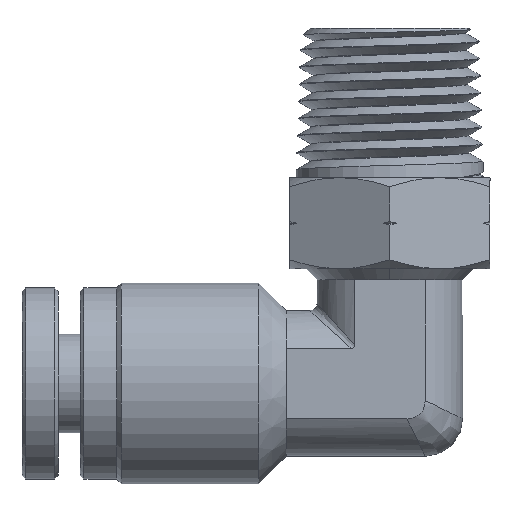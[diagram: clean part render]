
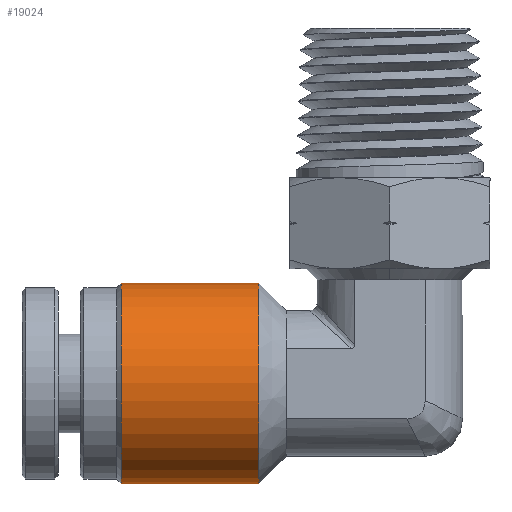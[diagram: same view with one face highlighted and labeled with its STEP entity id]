
A CAD part, left-side view. The second image highlights one B-rep face of the part: STEP entity #19024.
In plain terms, the highlighted cylindrical face has radius 5.5 mm (diameter 11 mm), a partial arc.
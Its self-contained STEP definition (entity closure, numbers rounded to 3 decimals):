
#1080 = CARTESIAN_POINT ( 'NONE',  ( 0., 9.78, -5.5 ) ) ;
#1350 = EDGE_LOOP ( 'NONE', ( #23973, #5347, #12179, #6946 ) ) ;
#2223 = CARTESIAN_POINT ( 'NONE',  ( 0., -0.02, -5.5 ) ) ;
#2430 = CIRCLE ( 'NONE', #23029, 5.5 ) ;
#4648 = CARTESIAN_POINT ( 'NONE',  ( 0., 7.53, -5.5 ) ) ;
#4999 = EDGE_CURVE ( 'NONE', #13079, #14686, #10434, .T. ) ;
#5101 = DIRECTION ( 'NONE',  ( 0., -1., 0. ) ) ;
#5215 = VECTOR ( 'NONE', #16669, 1000. ) ;
#5347 = ORIENTED_EDGE ( 'NONE', *, *, #14985, .T. ) ;
#5747 = FACE_OUTER_BOUND ( 'NONE', #1350, .T. ) ;
#5749 = CARTESIAN_POINT ( 'NONE',  ( 0., 7.53, 0. ) ) ;
#6202 = CARTESIAN_POINT ( 'NONE',  ( 0., -0.02, 5.5 ) ) ;
#6946 = ORIENTED_EDGE ( 'NONE', *, *, #20137, .T. ) ;
#7124 = VERTEX_POINT ( 'NONE', #6202 ) ;
#7746 = DIRECTION ( 'NONE',  ( 0., 0., 1. ) ) ;
#8349 = AXIS2_PLACEMENT_3D ( 'NONE', #25458, #11570, #11658 ) ;
#8515 = CYLINDRICAL_SURFACE ( 'NONE', #8349, 5.5 ) ;
#9344 = CARTESIAN_POINT ( 'NONE',  ( 0., -0.02, 0. ) ) ;
#10434 = LINE ( 'NONE', #1080, #15075 ) ;
#10477 = LINE ( 'NONE', #14696, #5215 ) ;
#10893 = CARTESIAN_POINT ( 'NONE',  ( 0., 7.53, 5.5 ) ) ;
#10986 = VERTEX_POINT ( 'NONE', #10893 ) ;
#11342 = DIRECTION ( 'NONE',  ( 0., 0., 1. ) ) ;
#11570 = DIRECTION ( 'NONE',  ( 0., -1., 0. ) ) ;
#11658 = DIRECTION ( 'NONE',  ( 0., 0., -1. ) ) ;
#12179 = ORIENTED_EDGE ( 'NONE', *, *, #4999, .T. ) ;
#13079 = VERTEX_POINT ( 'NONE', #4648 ) ;
#13356 = AXIS2_PLACEMENT_3D ( 'NONE', #9344, #23229, #11342 ) ;
#14630 = CIRCLE ( 'NONE', #13356, 5.5 ) ;
#14686 = VERTEX_POINT ( 'NONE', #2223 ) ;
#14696 = CARTESIAN_POINT ( 'NONE',  ( 0., 9.78, 5.5 ) ) ;
#14985 = EDGE_CURVE ( 'NONE', #10986, #13079, #2430, .T. ) ;
#15075 = VECTOR ( 'NONE', #5101, 1000. ) ;
#16669 = DIRECTION ( 'NONE',  ( 0., -1., 0. ) ) ;
#19024 = ADVANCED_FACE ( 'NONE', ( #5747 ), #8515, .T. ) ;
#19573 = DIRECTION ( 'NONE',  ( 0., -1., 0. ) ) ;
#20137 = EDGE_CURVE ( 'NONE', #14686, #7124, #14630, .T. ) ;
#23029 = AXIS2_PLACEMENT_3D ( 'NONE', #5749, #19573, #7746 ) ;
#23229 = DIRECTION ( 'NONE',  ( 0., 1., 0. ) ) ;
#23973 = ORIENTED_EDGE ( 'NONE', *, *, #25220, .F. ) ;
#25220 = EDGE_CURVE ( 'NONE', #10986, #7124, #10477, .T. ) ;
#25458 = CARTESIAN_POINT ( 'NONE',  ( 0., 9.78, 0. ) ) ;
